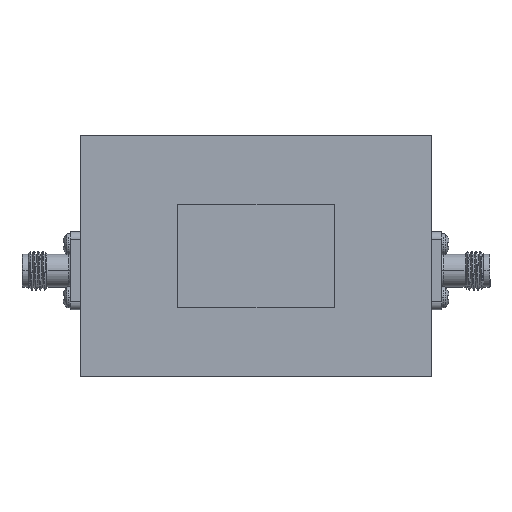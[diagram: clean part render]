
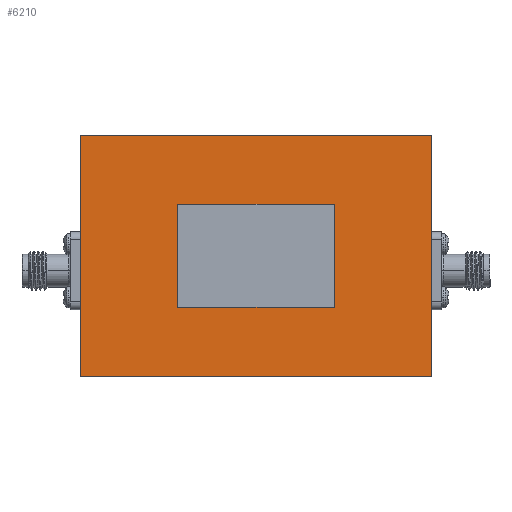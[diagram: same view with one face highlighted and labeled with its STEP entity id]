
A CAD part, top view. The second image highlights one B-rep face of the part: STEP entity #6210.
In plain terms, the highlighted planar face has unit normal (0, 0, 1).
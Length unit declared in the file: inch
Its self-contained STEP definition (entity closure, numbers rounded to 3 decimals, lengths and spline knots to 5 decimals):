
#273 = DIRECTION ( 'NONE',  ( 0., -1., 0. ) ) ;
#1547 = CARTESIAN_POINT ( 'NONE',  ( 0.50246, -0.33037, 0.265 ) ) ;
#1614 = DIRECTION ( 'NONE',  ( 1., 0., 0. ) ) ;
#1627 = EDGE_CURVE ( 'NONE', #25487, #19170, #16580, .T. ) ;
#2284 = CARTESIAN_POINT ( 'NONE',  ( -0.50246, -0.33037, 0.265 ) ) ;
#3207 = VECTOR ( 'NONE', #5012, 39.37008 ) ;
#3663 = PLANE ( 'NONE',  #18748 ) ;
#3989 = LINE ( 'NONE', #11486, #24665 ) ;
#4078 = DIRECTION ( 'NONE',  ( -1., 0., 0. ) ) ;
#4638 = ORIENTED_EDGE ( 'NONE', *, *, #14088, .T. ) ;
#4733 = ORIENTED_EDGE ( 'NONE', *, *, #26231, .T. ) ;
#4851 = LINE ( 'NONE', #1547, #6564 ) ;
#5012 = DIRECTION ( 'NONE',  ( 0., -1., 0. ) ) ;
#6103 = ORIENTED_EDGE ( 'NONE', *, *, #26964, .T. ) ;
#6210 = ADVANCED_FACE ( 'NONE', ( #12674, #9976 ), #3663, .F. ) ;
#6257 = CARTESIAN_POINT ( 'NONE',  ( 1.125, -0.775, 0.265 ) ) ;
#6488 = VECTOR ( 'NONE', #12969, 39.37008 ) ;
#6564 = VECTOR ( 'NONE', #8236, 39.37008 ) ;
#6743 = CARTESIAN_POINT ( 'NONE',  ( -0.50246, -0.33037, 0.265 ) ) ;
#7414 = CARTESIAN_POINT ( 'NONE',  ( 1.125, 0.775, 0.265 ) ) ;
#7523 = EDGE_CURVE ( 'NONE', #16659, #9519, #14207, .T. ) ;
#8030 = ORIENTED_EDGE ( 'NONE', *, *, #7523, .T. ) ;
#8236 = DIRECTION ( 'NONE',  ( 0., 1., 0. ) ) ;
#8250 = CARTESIAN_POINT ( 'NONE',  ( 1.125, -0.775, 0.265 ) ) ;
#8447 = DIRECTION ( 'NONE',  ( 0., 1., 0. ) ) ;
#8512 = VECTOR ( 'NONE', #8447, 39.37008 ) ;
#8981 = EDGE_CURVE ( 'NONE', #19635, #18454, #4851, .T. ) ;
#9025 = LINE ( 'NONE', #22159, #3207 ) ;
#9043 = CARTESIAN_POINT ( 'NONE',  ( 0.50246, -0.33037, 0.265 ) ) ;
#9519 = VERTEX_POINT ( 'NONE', #7414 ) ;
#9570 = CARTESIAN_POINT ( 'NONE',  ( 0.50246, 0.33037, 0.265 ) ) ;
#9976 = FACE_BOUND ( 'NONE', #25108, .T. ) ;
#10414 = EDGE_CURVE ( 'NONE', #18454, #25487, #23134, .T. ) ;
#11136 = VECTOR ( 'NONE', #1614, 39.37008 ) ;
#11486 = CARTESIAN_POINT ( 'NONE',  ( -1.125, 0.775, 0.265 ) ) ;
#11676 = CARTESIAN_POINT ( 'NONE',  ( -0.50246, -0.33037, 0.265 ) ) ;
#12658 = CARTESIAN_POINT ( 'NONE',  ( -0.50246, 0.33037, 0.265 ) ) ;
#12674 = FACE_OUTER_BOUND ( 'NONE', #23447, .T. ) ;
#12815 = EDGE_CURVE ( 'NONE', #19170, #19635, #18335, .T. ) ;
#12969 = DIRECTION ( 'NONE',  ( 1., 0., 0. ) ) ;
#13191 = VECTOR ( 'NONE', #273, 39.37008 ) ;
#14088 = EDGE_CURVE ( 'NONE', #24451, #14823, #9025, .T. ) ;
#14207 = LINE ( 'NONE', #6257, #8512 ) ;
#14455 = DIRECTION ( 'NONE',  ( 0., 0., -1. ) ) ;
#14823 = VERTEX_POINT ( 'NONE', #27282 ) ;
#15531 = LINE ( 'NONE', #23213, #11136 ) ;
#15618 = ORIENTED_EDGE ( 'NONE', *, *, #12815, .F. ) ;
#15745 = CARTESIAN_POINT ( 'NONE',  ( -1.125, 0.775, 0.265 ) ) ;
#16580 = LINE ( 'NONE', #2284, #13191 ) ;
#16659 = VERTEX_POINT ( 'NONE', #8250 ) ;
#18292 = ORIENTED_EDGE ( 'NONE', *, *, #1627, .F. ) ;
#18335 = LINE ( 'NONE', #6743, #6488 ) ;
#18454 = VERTEX_POINT ( 'NONE', #9570 ) ;
#18748 = AXIS2_PLACEMENT_3D ( 'NONE', #20904, #14455, #23181 ) ;
#19170 = VERTEX_POINT ( 'NONE', #11676 ) ;
#19635 = VERTEX_POINT ( 'NONE', #9043 ) ;
#20111 = DIRECTION ( 'NONE',  ( -1., 0., 0. ) ) ;
#20904 = CARTESIAN_POINT ( 'NONE',  ( 0., 0., 0.265 ) ) ;
#21836 = ORIENTED_EDGE ( 'NONE', *, *, #10414, .F. ) ;
#22159 = CARTESIAN_POINT ( 'NONE',  ( -1.125, -0.775, 0.265 ) ) ;
#23134 = LINE ( 'NONE', #23786, #27547 ) ;
#23181 = DIRECTION ( 'NONE',  ( -1., 0., 0. ) ) ;
#23213 = CARTESIAN_POINT ( 'NONE',  ( -1.125, -0.775, 0.265 ) ) ;
#23447 = EDGE_LOOP ( 'NONE', ( #8030, #6103, #4638, #4733 ) ) ;
#23786 = CARTESIAN_POINT ( 'NONE',  ( -0.50246, 0.33037, 0.265 ) ) ;
#24048 = ORIENTED_EDGE ( 'NONE', *, *, #8981, .F. ) ;
#24451 = VERTEX_POINT ( 'NONE', #15745 ) ;
#24665 = VECTOR ( 'NONE', #20111, 39.37008 ) ;
#25108 = EDGE_LOOP ( 'NONE', ( #24048, #15618, #18292, #21836 ) ) ;
#25487 = VERTEX_POINT ( 'NONE', #12658 ) ;
#26231 = EDGE_CURVE ( 'NONE', #14823, #16659, #15531, .T. ) ;
#26964 = EDGE_CURVE ( 'NONE', #9519, #24451, #3989, .T. ) ;
#27282 = CARTESIAN_POINT ( 'NONE',  ( -1.125, -0.775, 0.265 ) ) ;
#27547 = VECTOR ( 'NONE', #4078, 39.37008 ) ;
